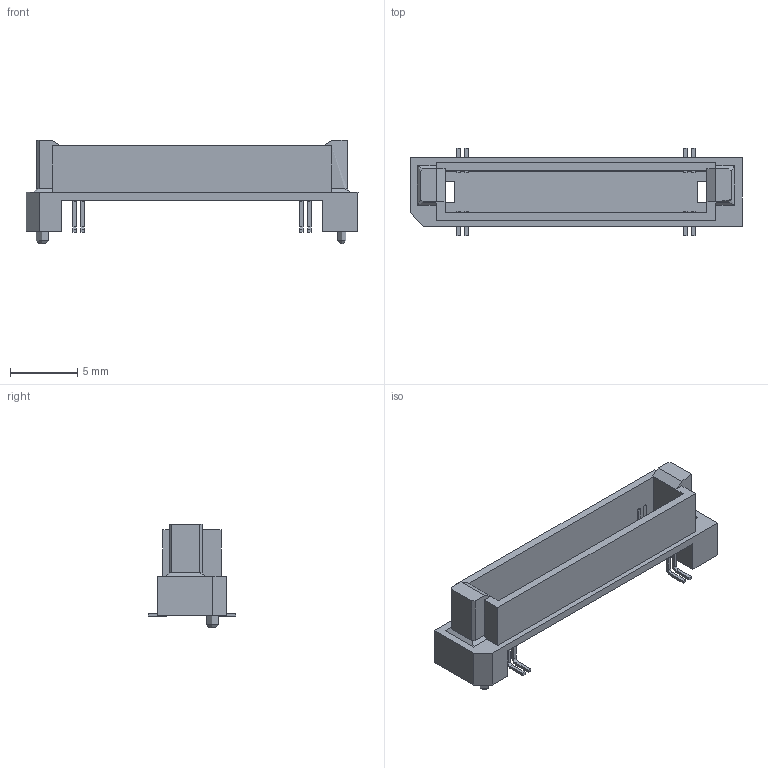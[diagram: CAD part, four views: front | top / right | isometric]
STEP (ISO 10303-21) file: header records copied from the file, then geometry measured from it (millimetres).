
FILE_DESCRIPTION(/* description */ (''),/* implementation_level */ '2;1');
FILE_NAME(/* name */ 'HIROSE_FX8C-60P-SV2.stp',/* time_stamp */ '2016-06-23T13:31:03+02:00',/* author */ ('riccim'),/* organization */ ('SolidWorks'),/* preprocessor_version */ 'ST-DEVELOPER v15.5',/* originating_system */ 'AutoCAD Mechanical',/* authorisation */ ' ');
FILE_SCHEMA (('AUTOMOTIVE_DESIGN { 1 0 10303 214 3 1 1 }'));
Length unit declared in the file: millimetre
Products named in the file (1): Product
Bounding box: 24.6 x 6.5 x 7.65 mm (x, y, z)
Volume: 258.4 mm3; surface area: 740.9 mm2
Topology: 17 solids, 17 shells, 187 faces, 445 edges, 289 vertices
Faces by surface type: plane 159, cylinder 18, bspline 8, cone 2
Full cylindrical faces by diameter (mm): 0.6 x1, 0.9 x1
Entity records: 5421 total; most frequent: CARTESIAN_POINT 1096, ORIENTED_EDGE 874, DIRECTION 823, EDGE_CURVE 437, LINE 387, VECTOR 387, VERTEX_POINT 289, AXIS2_PLACEMENT_3D 218
